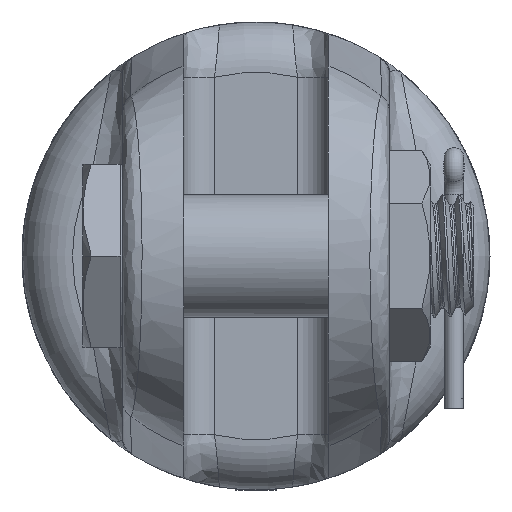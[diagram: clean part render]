
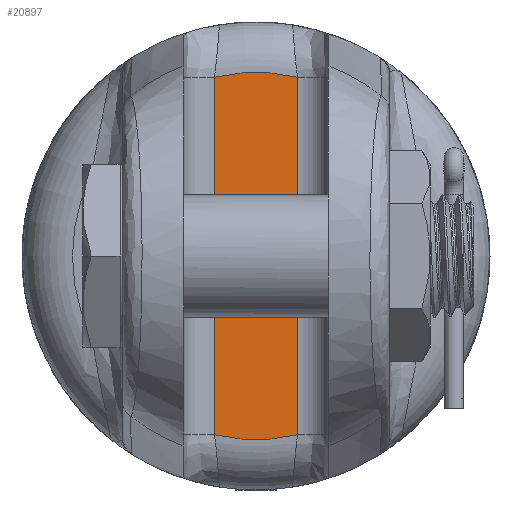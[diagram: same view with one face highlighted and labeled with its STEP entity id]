
A CAD part, front view. The second image highlights one B-rep face of the part: STEP entity #20897.
In plain terms, the highlighted planar face has unit normal (0, -1, 0).
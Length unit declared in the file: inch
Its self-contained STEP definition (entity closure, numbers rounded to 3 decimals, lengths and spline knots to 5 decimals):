
#886=CARTESIAN_POINT('',(-0.255,-5.929,
1.09828));
#1100=CARTESIAN_POINT('',(0.255,-5.929,
-1.09828));
#1162=DIRECTION('',(0.,0.,1.));
#1163=VECTOR('',#1162,2.19656);
#1164=CARTESIAN_POINT('',(-0.255,-5.929,
-1.09828));
#1165=LINE('',#1164,#1163);
#1166=CARTESIAN_POINT('',(0.255,-5.929,
1.09828));
#1167=CARTESIAN_POINT('',(0.24114,-5.929,
1.1015));
#1168=CARTESIAN_POINT('',(0.21329,-5.929,
1.10742));
#1169=CARTESIAN_POINT('',(0.1711,-5.929,
1.11472));
#1170=CARTESIAN_POINT('',(0.1286,-5.929,
1.12042));
#1171=CARTESIAN_POINT('',(0.08587,-5.929,
1.1245));
#1172=CARTESIAN_POINT('',(0.04297,-5.929,
1.12695));
#1173=CARTESIAN_POINT('',(0.,-5.929,
1.12777));
#1174=CARTESIAN_POINT('',(-0.04297,-5.929,
1.12695));
#1175=CARTESIAN_POINT('',(-0.08587,-5.929,
1.1245));
#1176=CARTESIAN_POINT('',(-0.1286,-5.929,
1.12042));
#1177=CARTESIAN_POINT('',(-0.1711,-5.929,
1.11472));
#1178=CARTESIAN_POINT('',(-0.21329,-5.929,
1.10742));
#1179=CARTESIAN_POINT('',(-0.24114,-5.929,
1.1015));
#1180=CARTESIAN_POINT('',(-0.255,-5.929,
1.09828));
#1182=DIRECTION('',(0.,0.,-1.));
#1183=VECTOR('',#1182,2.19656);
#1184=CARTESIAN_POINT('',(0.255,-5.929,
1.09828));
#1185=LINE('',#1184,#1183);
#1186=CARTESIAN_POINT('',(-0.255,-5.929,
-1.09828));
#1187=CARTESIAN_POINT('',(-0.24114,-5.929,
-1.1015));
#1188=CARTESIAN_POINT('',(-0.21329,-5.929,
-1.10742));
#1189=CARTESIAN_POINT('',(-0.1711,-5.929,
-1.11472));
#1190=CARTESIAN_POINT('',(-0.1286,-5.929,
-1.12042));
#1191=CARTESIAN_POINT('',(-0.08587,-5.929,
-1.1245));
#1192=CARTESIAN_POINT('',(-0.04297,-5.929,
-1.12695));
#1193=CARTESIAN_POINT('',(0.,-5.929,
-1.12777));
#1194=CARTESIAN_POINT('',(0.04297,-5.929,
-1.12695));
#1195=CARTESIAN_POINT('',(0.08587,-5.929,
-1.1245));
#1196=CARTESIAN_POINT('',(0.1286,-5.929,
-1.12042));
#1197=CARTESIAN_POINT('',(0.1711,-5.929,
-1.11472));
#1198=CARTESIAN_POINT('',(0.21329,-5.929,
-1.10742));
#1199=CARTESIAN_POINT('',(0.24114,-5.929,
-1.1015));
#1200=CARTESIAN_POINT('',(0.255,-5.929,
-1.09828));
#19578=VERTEX_POINT('',#886);
#19582=CARTESIAN_POINT('',(-0.255,-5.929,
-1.09828));
#19583=VERTEX_POINT('',#19582);
#19588=VERTEX_POINT('',#1100);
#19592=CARTESIAN_POINT('',(0.255,-5.929,
1.09828));
#19593=VERTEX_POINT('',#19592);
#20885=CARTESIAN_POINT('',(0.,-5.929,0.));
#20886=DIRECTION('',(0.,-1.,0.));
#20887=DIRECTION('',(-1.,0.,0.));
#20888=AXIS2_PLACEMENT_3D('',#20885,#20886,#20887);
#20889=PLANE('',#20888);
#20890=ORIENTED_EDGE('',*,*,#20877,.T.);
#20891=ORIENTED_EDGE('',*,*,#20650,.F.);
#20893=ORIENTED_EDGE('',*,*,#20892,.T.);
#20894=ORIENTED_EDGE('',*,*,#20807,.F.);
#20895=EDGE_LOOP('',(#20890,#20891,#20893,#20894));
#20896=FACE_OUTER_BOUND('',#20895,.F.);
#20897=ADVANCED_FACE('',(#20896),#20889,.T.);
#1181=B_SPLINE_CURVE_WITH_KNOTS('',3,(#1166,#1167,#1168,#1169,#1170,#1171,#1172,
#1173,#1174,#1175,#1176,#1177,#1178,#1179,#1180),.UNSPECIFIED.,.F.,.F.,(4,1,1,1,
1,1,1,1,1,1,1,1,4),(0.,0.08333,0.16667,0.25,
0.33333,0.41667,0.5,0.58333,0.66667,
0.75,0.83333,0.91667,1.),.UNSPECIFIED.);
#1201=B_SPLINE_CURVE_WITH_KNOTS('',3,(#1186,#1187,#1188,#1189,#1190,#1191,#1192,
#1193,#1194,#1195,#1196,#1197,#1198,#1199,#1200),.UNSPECIFIED.,.F.,.F.,(4,1,1,1,
1,1,1,1,1,1,1,1,4),(0.,0.08333,0.16667,0.25,
0.33333,0.41667,0.5,0.58333,0.66667,
0.75,0.83333,0.91667,1.),.UNSPECIFIED.);
#20650=EDGE_CURVE('',#19593,#19578,#1181,.T.);
#20807=EDGE_CURVE('',#19583,#19588,#1201,.T.);
#20877=EDGE_CURVE('',#19583,#19578,#1165,.T.);
#20892=EDGE_CURVE('',#19593,#19588,#1185,.T.);
